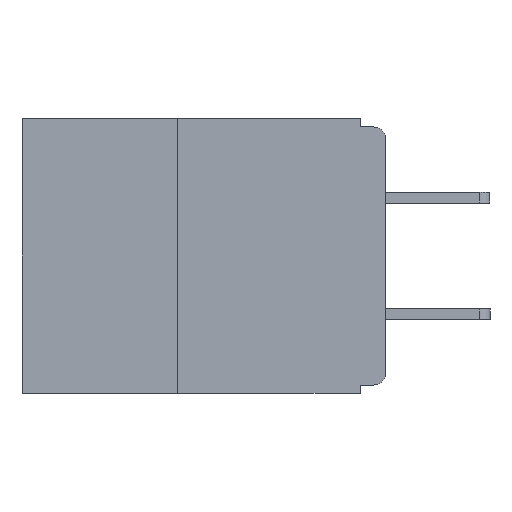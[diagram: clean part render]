
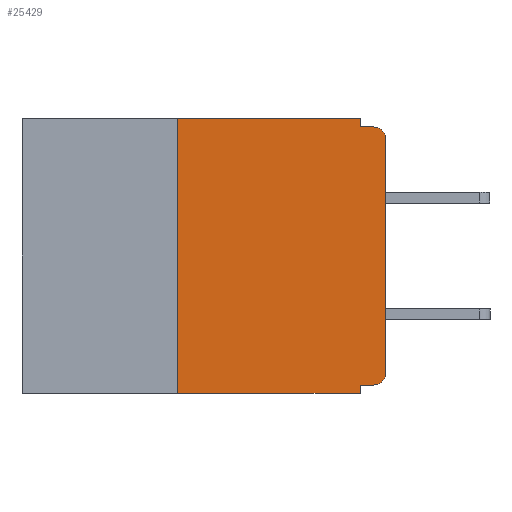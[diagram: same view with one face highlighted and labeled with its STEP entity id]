
A CAD part, left-side view. The second image highlights one B-rep face of the part: STEP entity #25429.
In plain terms, the highlighted planar face has unit normal (-1, 0, 0).
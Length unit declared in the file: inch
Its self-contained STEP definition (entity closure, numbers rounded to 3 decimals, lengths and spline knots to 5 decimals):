
#545 = ORIENTED_EDGE ( 'NONE', *, *, #30443, .F. ) ;
#862 = LINE ( 'NONE', #22574, #25273 ) ;
#1182 = DIRECTION ( 'NONE',  ( 0., 0., -1. ) ) ;
#3535 = PLANE ( 'NONE',  #21938 ) ;
#3576 = ORIENTED_EDGE ( 'NONE', *, *, #24352, .T. ) ;
#4040 = DIRECTION ( 'NONE',  ( 0., 0., -1. ) ) ;
#4048 = LINE ( 'NONE', #13324, #15917 ) ;
#4237 = CARTESIAN_POINT ( 'NONE',  ( 0., 0.015, -0.025 ) ) ;
#4441 = CARTESIAN_POINT ( 'NONE',  ( 0., 0.25, 0. ) ) ;
#4701 = VECTOR ( 'NONE', #10151, 39.37008 ) ;
#5113 = CARTESIAN_POINT ( 'NONE',  ( 0., 0.015, -0.305 ) ) ;
#6609 = AXIS2_PLACEMENT_3D ( 'NONE', #5113, #21607, #7504 ) ;
#6643 = DIRECTION ( 'NONE',  ( 0., 0., -1. ) ) ;
#7211 = EDGE_CURVE ( 'NONE', #12527, #23307, #15026, .T. ) ;
#7504 = DIRECTION ( 'NONE',  ( 0., 0., -1. ) ) ;
#8016 = EDGE_CURVE ( 'NONE', #26540, #15992, #30145, .T. ) ;
#8722 = VECTOR ( 'NONE', #4040, 39.37008 ) ;
#8754 = CARTESIAN_POINT ( 'NONE',  ( 0., 0., -0.025 ) ) ;
#8800 = EDGE_CURVE ( 'NONE', #24780, #23307, #16778, .T. ) ;
#8814 = DIRECTION ( 'NONE',  ( 0., -1., 0. ) ) ;
#9345 = ORIENTED_EDGE ( 'NONE', *, *, #25815, .F. ) ;
#9715 = VECTOR ( 'NONE', #28510, 39.37008 ) ;
#9983 = DIRECTION ( 'NONE',  ( 0., -1., 0. ) ) ;
#10151 = DIRECTION ( 'NONE',  ( 0., 0., 1. ) ) ;
#10425 = EDGE_CURVE ( 'NONE', #24780, #11410, #10467, .T. ) ;
#10467 = LINE ( 'NONE', #14620, #9715 ) ;
#10598 = FACE_OUTER_BOUND ( 'NONE', #23528, .T. ) ;
#10741 = CARTESIAN_POINT ( 'NONE',  ( 0., 0.437, 0. ) ) ;
#11144 = AXIS2_PLACEMENT_3D ( 'NONE', #4237, #20781, #6643 ) ;
#11410 = VERTEX_POINT ( 'NONE', #4441 ) ;
#12166 = CARTESIAN_POINT ( 'NONE',  ( 0., 0.015, -0.01 ) ) ;
#12520 = CARTESIAN_POINT ( 'NONE',  ( 0., 0., 0. ) ) ;
#12527 = VERTEX_POINT ( 'NONE', #13316 ) ;
#13316 = CARTESIAN_POINT ( 'NONE',  ( 0., 0.031, -0.32 ) ) ;
#13324 = CARTESIAN_POINT ( 'NONE',  ( 0., 0.031, 0. ) ) ;
#14274 = ORIENTED_EDGE ( 'NONE', *, *, #15139, .F. ) ;
#14620 = CARTESIAN_POINT ( 'NONE',  ( 0., 0.25, -0.33 ) ) ;
#15026 = LINE ( 'NONE', #18236, #8722 ) ;
#15139 = EDGE_CURVE ( 'NONE', #25588, #26540, #4048, .T. ) ;
#15487 = DIRECTION ( 'NONE',  ( 1., 0., 0. ) ) ;
#15917 = VECTOR ( 'NONE', #22627, 39.37008 ) ;
#15992 = VERTEX_POINT ( 'NONE', #12166 ) ;
#16094 = CARTESIAN_POINT ( 'NONE',  ( 0., 0.031, 0. ) ) ;
#16207 = ORIENTED_EDGE ( 'NONE', *, *, #7211, .F. ) ;
#16778 = LINE ( 'NONE', #20559, #21524 ) ;
#16943 = VERTEX_POINT ( 'NONE', #24952 ) ;
#17184 = VECTOR ( 'NONE', #9983, 39.37008 ) ;
#17533 = EDGE_CURVE ( 'NONE', #16943, #20999, #29542, .T. ) ;
#17878 = CIRCLE ( 'NONE', #11144, 0.015 ) ;
#18114 = EDGE_CURVE ( 'NONE', #18520, #16943, #20563, .T. ) ;
#18236 = CARTESIAN_POINT ( 'NONE',  ( 0., 0.031, -0.33 ) ) ;
#18307 = CARTESIAN_POINT ( 'NONE',  ( 0., 0.031, -0.01 ) ) ;
#18520 = VERTEX_POINT ( 'NONE', #29886 ) ;
#19062 = LINE ( 'NONE', #10741, #23759 ) ;
#19672 = ORIENTED_EDGE ( 'NONE', *, *, #8016, .F. ) ;
#20258 = DIRECTION ( 'NONE',  ( 0., 1., 0. ) ) ;
#20559 = CARTESIAN_POINT ( 'NONE',  ( 0., 0.437, -0.33 ) ) ;
#20563 = CIRCLE ( 'NONE', #6609, 0.015 ) ;
#20781 = DIRECTION ( 'NONE',  ( -1., 0., 0. ) ) ;
#20999 = VERTEX_POINT ( 'NONE', #8754 ) ;
#21524 = VECTOR ( 'NONE', #8814, 39.37008 ) ;
#21607 = DIRECTION ( 'NONE',  ( -1., 0., 0. ) ) ;
#21938 = AXIS2_PLACEMENT_3D ( 'NONE', #29324, #15487, #1182 ) ;
#22506 = DIRECTION ( 'NONE',  ( 0., -1., 0. ) ) ;
#22574 = CARTESIAN_POINT ( 'NONE',  ( 0., 0., -0.32 ) ) ;
#22627 = DIRECTION ( 'NONE',  ( 0., 0., -1. ) ) ;
#23228 = ORIENTED_EDGE ( 'NONE', *, *, #17533, .T. ) ;
#23307 = VERTEX_POINT ( 'NONE', #25984 ) ;
#23528 = EDGE_LOOP ( 'NONE', ( #23228, #3576, #19672, #14274, #9345, #26518, #24576, #16207, #545, #29782 ) ) ;
#23759 = VECTOR ( 'NONE', #22506, 39.37008 ) ;
#23995 = CARTESIAN_POINT ( 'NONE',  ( 0., 0., -0.01 ) ) ;
#24352 = EDGE_CURVE ( 'NONE', #20999, #15992, #17878, .T. ) ;
#24576 = ORIENTED_EDGE ( 'NONE', *, *, #8800, .T. ) ;
#24780 = VERTEX_POINT ( 'NONE', #24989 ) ;
#24952 = CARTESIAN_POINT ( 'NONE',  ( 0., 0., -0.305 ) ) ;
#24989 = CARTESIAN_POINT ( 'NONE',  ( 0., 0.25, -0.33 ) ) ;
#25273 = VECTOR ( 'NONE', #20258, 39.37008 ) ;
#25429 = ADVANCED_FACE ( 'NONE', ( #10598 ), #3535, .F. ) ;
#25588 = VERTEX_POINT ( 'NONE', #16094 ) ;
#25815 = EDGE_CURVE ( 'NONE', #11410, #25588, #19062, .T. ) ;
#25984 = CARTESIAN_POINT ( 'NONE',  ( 0., 0.031, -0.33 ) ) ;
#26518 = ORIENTED_EDGE ( 'NONE', *, *, #10425, .F. ) ;
#26540 = VERTEX_POINT ( 'NONE', #18307 ) ;
#28510 = DIRECTION ( 'NONE',  ( 0., 0., 1. ) ) ;
#29324 = CARTESIAN_POINT ( 'NONE',  ( 0., 0.437, 0. ) ) ;
#29542 = LINE ( 'NONE', #12520, #4701 ) ;
#29782 = ORIENTED_EDGE ( 'NONE', *, *, #18114, .T. ) ;
#29886 = CARTESIAN_POINT ( 'NONE',  ( 0., 0.015, -0.32 ) ) ;
#30145 = LINE ( 'NONE', #23995, #17184 ) ;
#30443 = EDGE_CURVE ( 'NONE', #18520, #12527, #862, .T. ) ;
